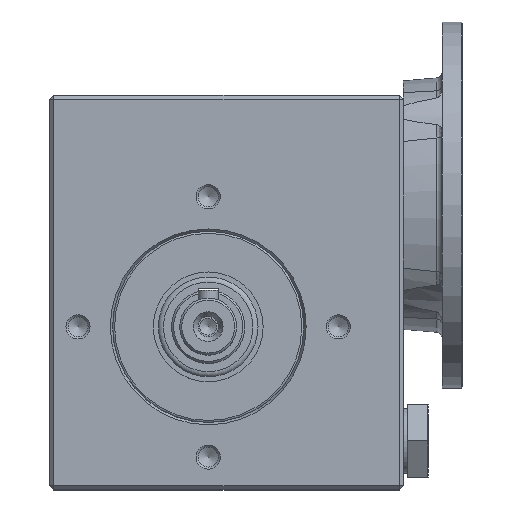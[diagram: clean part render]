
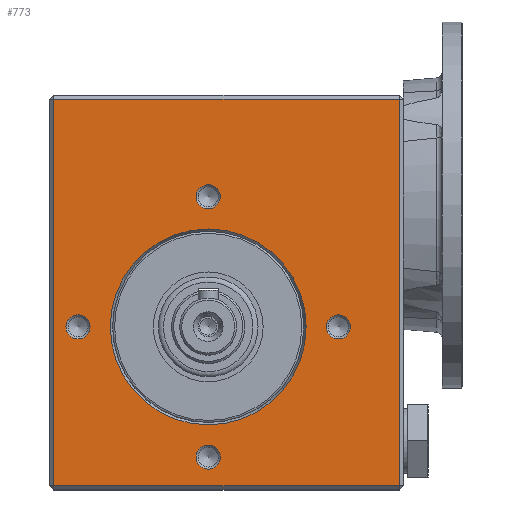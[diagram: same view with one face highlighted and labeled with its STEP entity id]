
A CAD part, top view. The second image highlights one B-rep face of the part: STEP entity #773.
In plain terms, the highlighted planar face has unit normal (0, 0, 1).
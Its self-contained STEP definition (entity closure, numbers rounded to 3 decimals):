
#773 = ADVANCED_FACE( '', ( #1850, #1851, #1852, #1853, #1854, #1855 ), #1856, .F. );
#1850 = FACE_OUTER_BOUND( '', #3507, .T. );
#1851 = FACE_BOUND( '', #3508, .T. );
#1852 = FACE_BOUND( '', #3509, .T. );
#1853 = FACE_BOUND( '', #3510, .T. );
#1854 = FACE_BOUND( '', #3511, .T. );
#1855 = FACE_BOUND( '', #3512, .T. );
#1856 = PLANE( '', #3513 );
#3507 = EDGE_LOOP( '', ( #5697, #5698, #5699, #5700 ) );
#3508 = EDGE_LOOP( '', ( #5701 ) );
#3509 = EDGE_LOOP( '', ( #5702 ) );
#3510 = EDGE_LOOP( '', ( #5703 ) );
#3511 = EDGE_LOOP( '', ( #5704 ) );
#3512 = EDGE_LOOP( '', ( #5705 ) );
#3513 = AXIS2_PLACEMENT_3D( '', #5706, #5707, #5708 );
#5697 = ORIENTED_EDGE( '', *, *, #7697, .T. );
#5698 = ORIENTED_EDGE( '', *, *, #7699, .T. );
#5699 = ORIENTED_EDGE( '', *, *, #7522, .T. );
#5700 = ORIENTED_EDGE( '', *, *, #7636, .T. );
#5701 = ORIENTED_EDGE( '', *, *, #7700, .T. );
#5702 = ORIENTED_EDGE( '', *, *, #7701, .T. );
#5703 = ORIENTED_EDGE( '', *, *, #7624, .T. );
#5704 = ORIENTED_EDGE( '', *, *, #7702, .T. );
#5705 = ORIENTED_EDGE( '', *, *, #7327, .T. );
#5706 = CARTESIAN_POINT( '', ( -39., -40., 27.5 ) );
#5707 = DIRECTION( '', ( 0., 0., -1. ) );
#5708 = DIRECTION( '', ( 0., 1., 0. ) );
#7327 = EDGE_CURVE( '', #8454, #8454, #8455, .T. );
#7522 = EDGE_CURVE( '', #8757, #8251, #8758, .T. );
#7624 = EDGE_CURVE( '', #8911, #8911, #8912, .T. );
#7636 = EDGE_CURVE( '', #8251, #8927, #8929, .T. );
#7697 = EDGE_CURVE( '', #8927, #8550, #9015, .T. );
#7699 = EDGE_CURVE( '', #8550, #8757, #9017, .T. );
#7700 = EDGE_CURVE( '', #9018, #9018, #9019, .T. );
#7701 = EDGE_CURVE( '', #9020, #9020, #9021, .T. );
#7702 = EDGE_CURVE( '', #9022, #9022, #9023, .T. );
#8251 = VERTEX_POINT( '', #9851 );
#8454 = VERTEX_POINT( '', #10100 );
#8455 = CIRCLE( '', #10101, 24.077 );
#8550 = VERTEX_POINT( '', #10275 );
#8757 = VERTEX_POINT( '', #10770 );
#8758 = LINE( '', #10771, #10772 );
#8911 = VERTEX_POINT( '', #11048 );
#8912 = CIRCLE( '', #11049, 2.959 );
#8927 = VERTEX_POINT( '', #11069 );
#8929 = LINE( '', #11072, #11073 );
#9015 = LINE( '', #11281, #11282 );
#9017 = LINE( '', #11284, #11285 );
#9018 = VERTEX_POINT( '', #11286 );
#9019 = CIRCLE( '', #11287, 2.959 );
#9020 = VERTEX_POINT( '', #11288 );
#9021 = CIRCLE( '', #11289, 2.959 );
#9022 = VERTEX_POINT( '', #11290 );
#9023 = CIRCLE( '', #11291, 2.959 );
#9851 = CARTESIAN_POINT( '', ( 47., -39., 27.5 ) );
#10100 = CARTESIAN_POINT( '', ( -24.077, 0., 27.5 ) );
#10101 = AXIS2_PLACEMENT_3D( '', #12313, #12314, #12315 );
#10275 = CARTESIAN_POINT( '', ( -38., 56., 27.5 ) );
#10770 = CARTESIAN_POINT( '', ( -38., -39., 27.5 ) );
#10771 = CARTESIAN_POINT( '', ( -39., -39., 27.5 ) );
#10772 = VECTOR( '', #12574, 1000. );
#11048 = CARTESIAN_POINT( '', ( -2.959, -32., 27.5 ) );
#11049 = AXIS2_PLACEMENT_3D( '', #12696, #12697, #12698 );
#11069 = CARTESIAN_POINT( '', ( 47., 56., 27.5 ) );
#11072 = CARTESIAN_POINT( '', ( 47., -40., 27.5 ) );
#11073 = VECTOR( '', #12711, 1000. );
#11281 = CARTESIAN_POINT( '', ( -39., 56., 27.5 ) );
#11282 = VECTOR( '', #12771, 1000. );
#11284 = CARTESIAN_POINT( '', ( -38., -40., 27.5 ) );
#11285 = VECTOR( '', #12772, 1000. );
#11286 = CARTESIAN_POINT( '', ( -2.959, 32., 27.5 ) );
#11287 = AXIS2_PLACEMENT_3D( '', #12773, #12774, #12775 );
#11288 = CARTESIAN_POINT( '', ( -34.959, 0., 27.5 ) );
#11289 = AXIS2_PLACEMENT_3D( '', #12776, #12777, #12778 );
#11290 = CARTESIAN_POINT( '', ( 29.042, 0., 27.5 ) );
#11291 = AXIS2_PLACEMENT_3D( '', #12779, #12780, #12781 );
#12313 = CARTESIAN_POINT( '', ( 0., 0., 27.5 ) );
#12314 = DIRECTION( '', ( 0., 0., -1. ) );
#12315 = DIRECTION( '', ( -1., 0., 0. ) );
#12574 = DIRECTION( '', ( 1., 0., 0. ) );
#12696 = CARTESIAN_POINT( '', ( 0., -32., 27.5 ) );
#12697 = DIRECTION( '', ( 0., 0., -1. ) );
#12698 = DIRECTION( '', ( -1., 0., 0. ) );
#12711 = DIRECTION( '', ( 0., 1., 0. ) );
#12771 = DIRECTION( '', ( -1., 0., 0. ) );
#12772 = DIRECTION( '', ( 0., -1., 0. ) );
#12773 = CARTESIAN_POINT( '', ( 0., 32., 27.5 ) );
#12774 = DIRECTION( '', ( 0., 0., -1. ) );
#12775 = DIRECTION( '', ( -1., 0., 0. ) );
#12776 = CARTESIAN_POINT( '', ( -32., 0., 27.5 ) );
#12777 = DIRECTION( '', ( 0., 0., -1. ) );
#12778 = DIRECTION( '', ( -1., 0., 0. ) );
#12779 = CARTESIAN_POINT( '', ( 32., 0., 27.5 ) );
#12780 = DIRECTION( '', ( 0., 0., -1. ) );
#12781 = DIRECTION( '', ( -1., 0., 0. ) );
